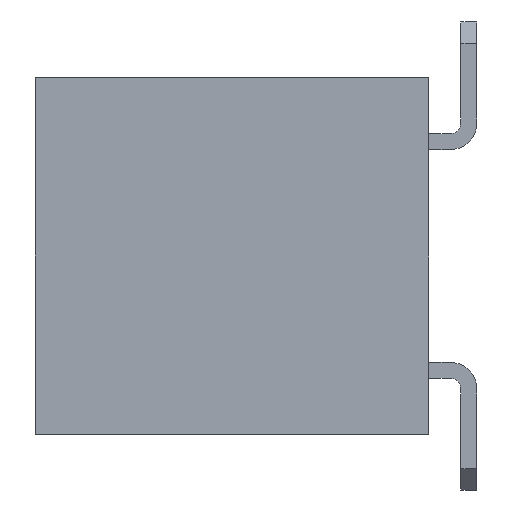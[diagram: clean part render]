
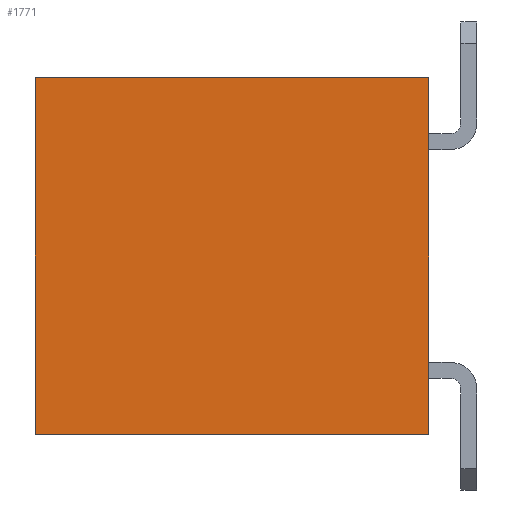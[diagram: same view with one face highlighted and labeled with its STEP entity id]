
A CAD part, left-side view. The second image highlights one B-rep face of the part: STEP entity #1771.
In plain terms, the highlighted planar face has unit normal (-1, 0, 0).
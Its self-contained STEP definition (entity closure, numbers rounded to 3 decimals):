
#19 = EDGE_CURVE ( 'NONE', #4229, #1563, #182, .T. ) ;
#48 = CARTESIAN_POINT ( 'NONE',  ( -9.9, 0., 3.35 ) ) ;
#182 = LINE ( 'NONE', #4634, #4326 ) ;
#269 = CARTESIAN_POINT ( 'NONE',  ( -9.9, 7.4, 3.35 ) ) ;
#280 = PLANE ( 'NONE',  #288 ) ;
#288 = AXIS2_PLACEMENT_3D ( 'NONE', #986, #2087, #724 ) ;
#432 = EDGE_LOOP ( 'NONE', ( #1081, #642, #933, #4261 ) ) ;
#444 = CARTESIAN_POINT ( 'NONE',  ( -9.9, 7.4, -3.35 ) ) ;
#477 = VECTOR ( 'NONE', #2140, 1000. ) ;
#642 = ORIENTED_EDGE ( 'NONE', *, *, #735, .F. ) ;
#724 = DIRECTION ( 'NONE',  ( 0., 0., -1. ) ) ;
#735 = EDGE_CURVE ( 'NONE', #2357, #4255, #1127, .T. ) ;
#933 = ORIENTED_EDGE ( 'NONE', *, *, #1385, .F. ) ;
#986 = CARTESIAN_POINT ( 'NONE',  ( -9.9, 1., 3.35 ) ) ;
#1081 = ORIENTED_EDGE ( 'NONE', *, *, #4265, .T. ) ;
#1127 = LINE ( 'NONE', #2126, #477 ) ;
#1132 = CARTESIAN_POINT ( 'NONE',  ( -9.9, 0., 3.35 ) ) ;
#1147 = DIRECTION ( 'NONE',  ( 0., 0., 1. ) ) ;
#1385 = EDGE_CURVE ( 'NONE', #4229, #2357, #2771, .T. ) ;
#1563 = VERTEX_POINT ( 'NONE', #1711 ) ;
#1711 = CARTESIAN_POINT ( 'NONE',  ( -9.9, 0., -3.35 ) ) ;
#1771 = ADVANCED_FACE ( 'NONE', ( #2246 ), #280, .F. ) ;
#1868 = CARTESIAN_POINT ( 'NONE',  ( -9.9, 7.4, -3.35 ) ) ;
#2087 = DIRECTION ( 'NONE',  ( 1., 0., 0. ) ) ;
#2126 = CARTESIAN_POINT ( 'NONE',  ( -9.9, 1., 3.35 ) ) ;
#2140 = DIRECTION ( 'NONE',  ( 0., -1., 0. ) ) ;
#2246 = FACE_OUTER_BOUND ( 'NONE', #432, .T. ) ;
#2357 = VERTEX_POINT ( 'NONE', #269 ) ;
#2741 = LINE ( 'NONE', #1132, #3706 ) ;
#2771 = LINE ( 'NONE', #1868, #3008 ) ;
#2847 = DIRECTION ( 'NONE',  ( 0., -1., 0. ) ) ;
#2955 = DIRECTION ( 'NONE',  ( 0., 0., 1. ) ) ;
#3008 = VECTOR ( 'NONE', #1147, 1000. ) ;
#3706 = VECTOR ( 'NONE', #2955, 1000. ) ;
#4229 = VERTEX_POINT ( 'NONE', #444 ) ;
#4255 = VERTEX_POINT ( 'NONE', #48 ) ;
#4261 = ORIENTED_EDGE ( 'NONE', *, *, #19, .T. ) ;
#4265 = EDGE_CURVE ( 'NONE', #1563, #4255, #2741, .T. ) ;
#4326 = VECTOR ( 'NONE', #2847, 1000. ) ;
#4634 = CARTESIAN_POINT ( 'NONE',  ( -9.9, 1., -3.35 ) ) ;
